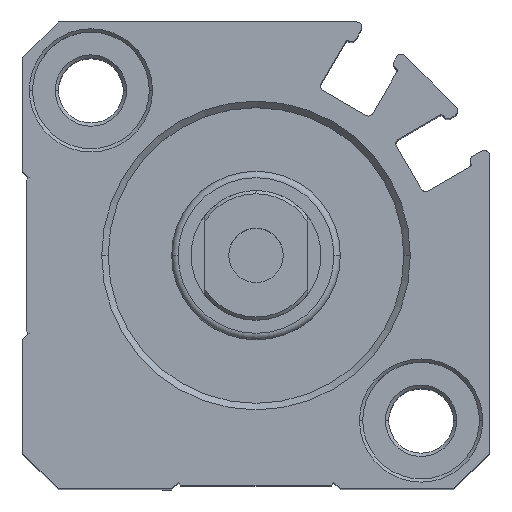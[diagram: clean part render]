
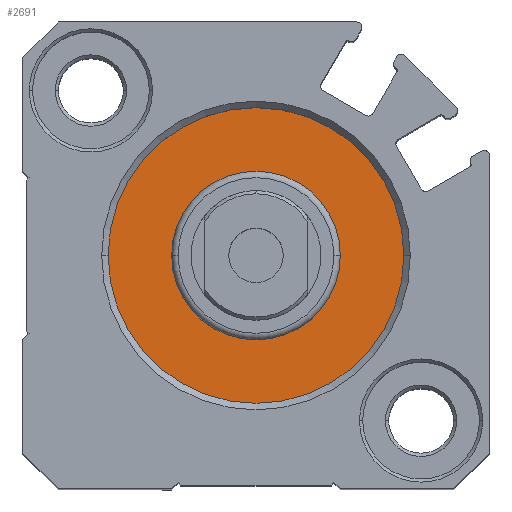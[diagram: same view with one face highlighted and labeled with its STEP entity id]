
A CAD part, top view. The second image highlights one B-rep face of the part: STEP entity #2691.
In plain terms, the highlighted planar face has unit normal (0, 0, 1).
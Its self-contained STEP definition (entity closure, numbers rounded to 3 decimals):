
#16 = AXIS2_PLACEMENT_3D ( 'NONE', #3219, #1169, #3570 ) ;
#181 = EDGE_LOOP ( 'NONE', ( #4405, #4043 ) ) ;
#229 = AXIS2_PLACEMENT_3D ( 'NONE', #1988, #2701, #673 ) ;
#233 = DIRECTION ( 'NONE',  ( 0., 0., 1. ) ) ;
#594 = EDGE_CURVE ( 'NONE', #3342, #2603, #1287, .T. ) ;
#673 = DIRECTION ( 'NONE',  ( 1., 0., 0. ) ) ;
#973 = CARTESIAN_POINT ( 'NONE',  ( -6.5, 0., 21.15 ) ) ;
#1099 = CARTESIAN_POINT ( 'NONE',  ( 0., 0., 21.15 ) ) ;
#1169 = DIRECTION ( 'NONE',  ( 0., 0., 1. ) ) ;
#1287 = CIRCLE ( 'NONE', #2551, 11.4 ) ;
#1344 = CARTESIAN_POINT ( 'NONE',  ( 0., 0., 21.15 ) ) ;
#1426 = DIRECTION ( 'NONE',  ( 1., 0., 0. ) ) ;
#1521 = FACE_OUTER_BOUND ( 'NONE', #181, .T. ) ;
#1559 = CIRCLE ( 'NONE', #16, 6.5 ) ;
#1571 = AXIS2_PLACEMENT_3D ( 'NONE', #2222, #233, #2589 ) ;
#1586 = EDGE_LOOP ( 'NONE', ( #2392, #3019 ) ) ;
#1589 = EDGE_CURVE ( 'NONE', #2603, #3342, #2853, .T. ) ;
#1678 = DIRECTION ( 'NONE',  ( 1., 0., 0. ) ) ;
#1974 = EDGE_CURVE ( 'NONE', #4224, #3592, #3060, .T. ) ;
#1988 = CARTESIAN_POINT ( 'NONE',  ( 0., 0., 21.15 ) ) ;
#2222 = CARTESIAN_POINT ( 'NONE',  ( 0., 0., 21.15 ) ) ;
#2332 = PLANE ( 'NONE',  #229 ) ;
#2392 = ORIENTED_EDGE ( 'NONE', *, *, #3926, .F. ) ;
#2549 = CARTESIAN_POINT ( 'NONE',  ( 11.4, 0., 21.15 ) ) ;
#2551 = AXIS2_PLACEMENT_3D ( 'NONE', #1099, #3494, #1426 ) ;
#2589 = DIRECTION ( 'NONE',  ( 1., 0., 0. ) ) ;
#2603 = VERTEX_POINT ( 'NONE', #4368 ) ;
#2691 = ADVANCED_FACE ( 'NONE', ( #3261, #1521 ), #2332, .T. ) ;
#2701 = DIRECTION ( 'NONE',  ( 0., 0., 1. ) ) ;
#2853 = CIRCLE ( 'NONE', #4047, 11.4 ) ;
#3019 = ORIENTED_EDGE ( 'NONE', *, *, #1974, .F. ) ;
#3060 = CIRCLE ( 'NONE', #1571, 6.5 ) ;
#3219 = CARTESIAN_POINT ( 'NONE',  ( 0., 0., 21.15 ) ) ;
#3261 = FACE_BOUND ( 'NONE', #1586, .T. ) ;
#3342 = VERTEX_POINT ( 'NONE', #2549 ) ;
#3494 = DIRECTION ( 'NONE',  ( 0., 0., 1. ) ) ;
#3570 = DIRECTION ( 'NONE',  ( 1., 0., 0. ) ) ;
#3592 = VERTEX_POINT ( 'NONE', #973 ) ;
#3745 = DIRECTION ( 'NONE',  ( 0., 0., 1. ) ) ;
#3926 = EDGE_CURVE ( 'NONE', #3592, #4224, #1559, .T. ) ;
#4043 = ORIENTED_EDGE ( 'NONE', *, *, #1589, .T. ) ;
#4047 = AXIS2_PLACEMENT_3D ( 'NONE', #1344, #3745, #1678 ) ;
#4224 = VERTEX_POINT ( 'NONE', #4409 ) ;
#4368 = CARTESIAN_POINT ( 'NONE',  ( -11.4, 0., 21.15 ) ) ;
#4405 = ORIENTED_EDGE ( 'NONE', *, *, #594, .T. ) ;
#4409 = CARTESIAN_POINT ( 'NONE',  ( 6.5, 0., 21.15 ) ) ;
